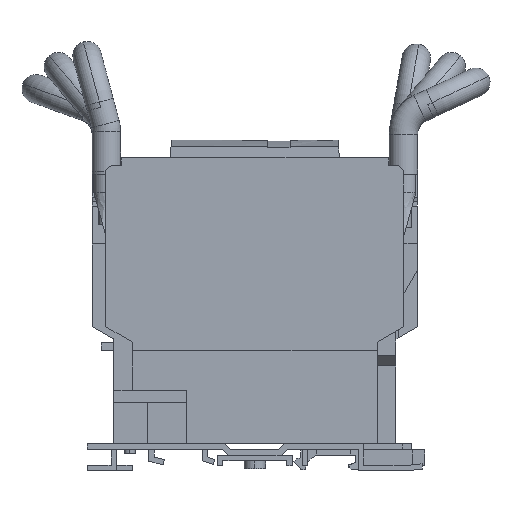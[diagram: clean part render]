
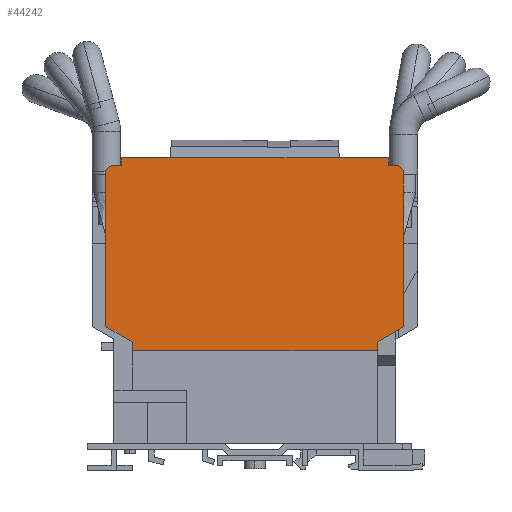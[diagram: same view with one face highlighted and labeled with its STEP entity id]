
A CAD part, left-side view. The second image highlights one B-rep face of the part: STEP entity #44242.
In plain terms, the highlighted planar face has unit normal (-1, 0, 0).
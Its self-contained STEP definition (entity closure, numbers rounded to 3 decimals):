
#4006=DIRECTION('',(0.,-1.,0.));
#4007=VECTOR('',#4006,3.8);
#4008=CARTESIAN_POINT('',(0.,13.8,114.5));
#4009=LINE('',#4008,#4007);
#4086=DIRECTION('',(0.,0.,-1.));
#4087=VECTOR('',#4086,3.);
#4088=CARTESIAN_POINT('',(0.,13.8,117.5));
#4089=LINE('',#4088,#4087);
#4090=DIRECTION('',(0.,0.,-1.));
#4091=VECTOR('',#4090,58.5);
#4092=CARTESIAN_POINT('',(0.,8.,112.493));
#4093=LINE('',#4092,#4091);
#4094=DIRECTION('',(0.,0.866,-0.5));
#4095=VECTOR('',#4094,11.547);
#4096=CARTESIAN_POINT('',(0.,8.,53.993));
#4097=LINE('',#4096,#4095);
#4098=DIRECTION('',(0.,0.,-1.));
#4099=VECTOR('',#4098,3.22);
#4100=CARTESIAN_POINT('',(0.,18.,48.22));
#4101=LINE('',#4100,#4099);
#4102=DIRECTION('',(0.,1.,0.));
#4103=VECTOR('',#4102,92.);
#4104=CARTESIAN_POINT('',(0.,18.,45.));
#4105=LINE('',#4104,#4103);
#4106=DIRECTION('',(0.,0.,1.));
#4107=VECTOR('',#4106,3.22);
#4108=CARTESIAN_POINT('',(0.,110.,45.));
#4109=LINE('',#4108,#4107);
#4110=DIRECTION('',(0.,0.866,0.5));
#4111=VECTOR('',#4110,11.547);
#4112=CARTESIAN_POINT('',(0.,110.,48.22));
#4113=LINE('',#4112,#4111);
#4114=DIRECTION('',(0.,0.,1.));
#4115=VECTOR('',#4114,58.5);
#4116=CARTESIAN_POINT('',(0.,120.,53.993));
#4117=LINE('',#4116,#4115);
#4118=DIRECTION('',(0.,0.,1.));
#4119=VECTOR('',#4118,3.);
#4120=CARTESIAN_POINT('',(0.,114.2,114.5));
#4121=LINE('',#4120,#4119);
#4122=DIRECTION('',(0.,-1.,0.));
#4123=VECTOR('',#4122,18.5);
#4124=CARTESIAN_POINT('',(0.,114.2,117.5));
#4125=LINE('',#4124,#4123);
#4126=DIRECTION('',(0.,-0.052,0.999));
#4127=VECTOR('',#4126,0.028);
#4128=CARTESIAN_POINT('',(0.,95.7,117.5));
#4129=LINE('',#4128,#4127);
#4130=DIRECTION('',(0.,1.,0.));
#4131=VECTOR('',#4130,63.397);
#4132=CARTESIAN_POINT('',(0.,32.301,117.528));
#4133=LINE('',#4132,#4131);
#4134=DIRECTION('',(0.,-0.052,-0.999));
#4135=VECTOR('',#4134,0.028);
#4136=CARTESIAN_POINT('',(0.,32.301,117.528));
#4137=LINE('',#4136,#4135);
#4138=DIRECTION('',(0.,-1.,0.));
#4139=VECTOR('',#4138,18.5);
#4140=CARTESIAN_POINT('',(0.,32.3,117.5));
#4141=LINE('',#4140,#4139);
#4142=DIRECTION('',(0.,0.706,0.708));
#4143=VECTOR('',#4142,2.833);
#4144=CARTESIAN_POINT('',(0.,8.,112.493));
#4145=LINE('',#4144,#4143);
#4298=DIRECTION('',(0.,-0.706,0.708));
#4299=VECTOR('',#4298,2.833);
#4300=CARTESIAN_POINT('',(0.,120.,112.493));
#4301=LINE('',#4300,#4299);
#8797=DIRECTION('',(0.,-1.,0.));
#8798=VECTOR('',#8797,3.8);
#8799=CARTESIAN_POINT('',(0.,118.,114.5));
#8800=LINE('',#8799,#8798);
#29058=CARTESIAN_POINT('',(0.,114.2,117.5));
#29059=CARTESIAN_POINT('',(0.,95.7,117.5));
#29060=VERTEX_POINT('',#29058);
#29061=VERTEX_POINT('',#29059);
#29062=CARTESIAN_POINT('',(0.,32.3,117.5));
#29063=CARTESIAN_POINT('',(0.,13.8,117.5));
#29064=VERTEX_POINT('',#29062);
#29065=VERTEX_POINT('',#29063);
#29066=CARTESIAN_POINT('',(0.,114.2,114.5));
#29067=VERTEX_POINT('',#29066);
#29068=CARTESIAN_POINT('',(0.,13.8,114.5));
#29069=VERTEX_POINT('',#29068);
#29070=CARTESIAN_POINT('',(0.,32.301,117.528));
#29071=CARTESIAN_POINT('',(0.,95.699,117.528));
#29072=VERTEX_POINT('',#29070);
#29073=VERTEX_POINT('',#29071);
#29328=CARTESIAN_POINT('',(0.,118.,114.5));
#29330=VERTEX_POINT('',#29328);
#29348=CARTESIAN_POINT('',(0.,120.,112.493));
#29349=VERTEX_POINT('',#29348);
#29890=CARTESIAN_POINT('',(0.,8.,112.493));
#29892=VERTEX_POINT('',#29890);
#29955=CARTESIAN_POINT('',(0.,10.,114.5));
#29957=VERTEX_POINT('',#29955);
#36948=CARTESIAN_POINT('',(0.,8.,53.993));
#36949=VERTEX_POINT('',#36948);
#36950=CARTESIAN_POINT('',(0.,18.,48.22));
#36951=VERTEX_POINT('',#36950);
#36952=CARTESIAN_POINT('',(0.,18.,45.));
#36953=VERTEX_POINT('',#36952);
#36954=CARTESIAN_POINT('',(0.,110.,45.));
#36955=VERTEX_POINT('',#36954);
#36956=CARTESIAN_POINT('',(0.,110.,48.22));
#36957=VERTEX_POINT('',#36956);
#36958=CARTESIAN_POINT('',(0.,120.,53.993));
#36959=VERTEX_POINT('',#36958);
#44201=CARTESIAN_POINT('',(0.,0.,0.));
#44202=DIRECTION('',(1.,0.,0.));
#44203=DIRECTION('',(0.,0.,-1.));
#44204=AXIS2_PLACEMENT_3D('',#44201,#44202,#44203);
#44205=PLANE('',#44204);
#44206=ORIENTED_EDGE('',*,*,#39378,.T.);
#44207=ORIENTED_EDGE('',*,*,#44079,.T.);
#44209=ORIENTED_EDGE('',*,*,#44208,.F.);
#44211=ORIENTED_EDGE('',*,*,#44210,.T.);
#44213=ORIENTED_EDGE('',*,*,#44212,.T.);
#44215=ORIENTED_EDGE('',*,*,#44214,.T.);
#44217=ORIENTED_EDGE('',*,*,#44216,.T.);
#44219=ORIENTED_EDGE('',*,*,#44218,.T.);
#44221=ORIENTED_EDGE('',*,*,#44220,.T.);
#44223=ORIENTED_EDGE('',*,*,#44222,.T.);
#44225=ORIENTED_EDGE('',*,*,#44224,.T.);
#44227=ORIENTED_EDGE('',*,*,#44226,.T.);
#44229=ORIENTED_EDGE('',*,*,#44228,.T.);
#44231=ORIENTED_EDGE('',*,*,#44230,.T.);
#44233=ORIENTED_EDGE('',*,*,#44232,.T.);
#44235=ORIENTED_EDGE('',*,*,#44234,.F.);
#44237=ORIENTED_EDGE('',*,*,#44236,.T.);
#44239=ORIENTED_EDGE('',*,*,#44238,.T.);
#44240=EDGE_LOOP('',(#44206,#44207,#44209,#44211,#44213,#44215,#44217,#44219,
#44221,#44223,#44225,#44227,#44229,#44231,#44233,#44235,#44237,#44239));
#44241=FACE_OUTER_BOUND('',#44240,.F.);
#39378=EDGE_CURVE('',#29065,#29069,#4089,.T.);
#44079=EDGE_CURVE('',#29069,#29957,#4009,.T.);
#44208=EDGE_CURVE('',#29892,#29957,#4145,.T.);
#44210=EDGE_CURVE('',#29892,#36949,#4093,.T.);
#44212=EDGE_CURVE('',#36949,#36951,#4097,.T.);
#44214=EDGE_CURVE('',#36951,#36953,#4101,.T.);
#44216=EDGE_CURVE('',#36953,#36955,#4105,.T.);
#44218=EDGE_CURVE('',#36955,#36957,#4109,.T.);
#44220=EDGE_CURVE('',#36957,#36959,#4113,.T.);
#44222=EDGE_CURVE('',#36959,#29349,#4117,.T.);
#44224=EDGE_CURVE('',#29349,#29330,#4301,.T.);
#44226=EDGE_CURVE('',#29330,#29067,#8800,.T.);
#44228=EDGE_CURVE('',#29067,#29060,#4121,.T.);
#44230=EDGE_CURVE('',#29060,#29061,#4125,.T.);
#44232=EDGE_CURVE('',#29061,#29073,#4129,.T.);
#44234=EDGE_CURVE('',#29072,#29073,#4133,.T.);
#44236=EDGE_CURVE('',#29072,#29064,#4137,.T.);
#44238=EDGE_CURVE('',#29064,#29065,#4141,.T.);
#44242=ADVANCED_FACE('',(#44241),#44205,.F.);
